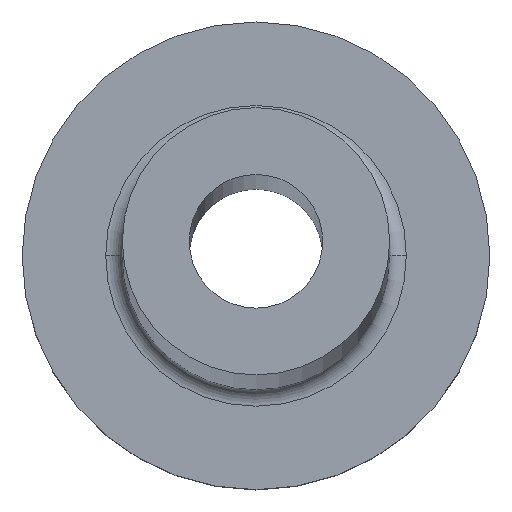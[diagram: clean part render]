
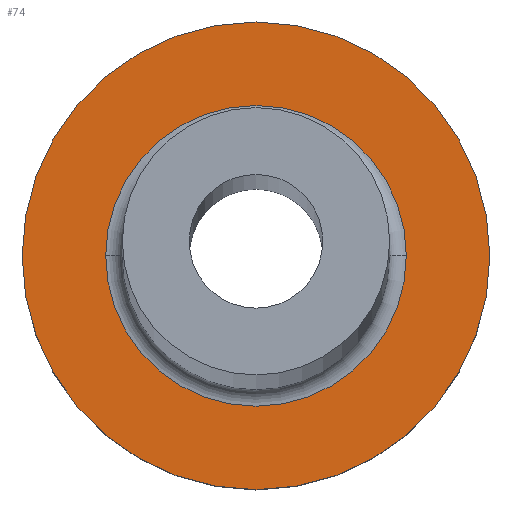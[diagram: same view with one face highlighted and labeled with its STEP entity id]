
A CAD part, top view. The second image highlights one B-rep face of the part: STEP entity #74.
In plain terms, the highlighted planar face has unit normal (0, 0, 1).
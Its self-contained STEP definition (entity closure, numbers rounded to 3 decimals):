
#6 = FACE_BOUND ( 'NONE', #108, .T. ) ;
#10 = DIRECTION ( 'NONE',  ( 0., 0., 1. ) ) ;
#14 = AXIS2_PLACEMENT_3D ( 'NONE', #100, #127, #186 ) ;
#17 = ORIENTED_EDGE ( 'NONE', *, *, #242, .T. ) ;
#29 = EDGE_CURVE ( 'NONE', #319, #241, #290, .T. ) ;
#33 = DIRECTION ( 'NONE',  ( 1., 0., 0. ) ) ;
#42 = AXIS2_PLACEMENT_3D ( 'NONE', #107, #219, #190 ) ;
#47 = EDGE_CURVE ( 'NONE', #241, #319, #226, .T. ) ;
#62 = CARTESIAN_POINT ( 'NONE',  ( 0., 0., 5. ) ) ;
#74 = ADVANCED_FACE ( 'NONE', ( #6, #155 ), #124, .T. ) ;
#75 = CARTESIAN_POINT ( 'NONE',  ( 7., 0., 5. ) ) ;
#83 = CARTESIAN_POINT ( 'NONE',  ( -4.5, 0., 5. ) ) ;
#97 = DIRECTION ( 'NONE',  ( 1., 0., 0. ) ) ;
#100 = CARTESIAN_POINT ( 'NONE',  ( 0., 0., 5. ) ) ;
#107 = CARTESIAN_POINT ( 'NONE',  ( 0., 0., 5. ) ) ;
#108 = EDGE_LOOP ( 'NONE', ( #17, #244 ) ) ;
#124 = PLANE ( 'NONE',  #14 ) ;
#127 = DIRECTION ( 'NONE',  ( 0., 0., 1. ) ) ;
#129 = AXIS2_PLACEMENT_3D ( 'NONE', #134, #189, #212 ) ;
#134 = CARTESIAN_POINT ( 'NONE',  ( 0., 0., 5. ) ) ;
#155 = FACE_OUTER_BOUND ( 'NONE', #297, .T. ) ;
#165 = ORIENTED_EDGE ( 'NONE', *, *, #47, .T. ) ;
#186 = DIRECTION ( 'NONE',  ( 1., 0., 0. ) ) ;
#189 = DIRECTION ( 'NONE',  ( 0., 0., -1. ) ) ;
#190 = DIRECTION ( 'NONE',  ( 1., 0., 0. ) ) ;
#209 = CIRCLE ( 'NONE', #129, 4.5 ) ;
#212 = DIRECTION ( 'NONE',  ( 1., 0., 0. ) ) ;
#218 = AXIS2_PLACEMENT_3D ( 'NONE', #295, #10, #97 ) ;
#219 = DIRECTION ( 'NONE',  ( 0., 0., -1. ) ) ;
#226 = CIRCLE ( 'NONE', #218, 7. ) ;
#241 = VERTEX_POINT ( 'NONE', #75 ) ;
#242 = EDGE_CURVE ( 'NONE', #349, #303, #331, .T. ) ;
#243 = CARTESIAN_POINT ( 'NONE',  ( -7., 0., 5. ) ) ;
#244 = ORIENTED_EDGE ( 'NONE', *, *, #253, .T. ) ;
#253 = EDGE_CURVE ( 'NONE', #303, #349, #209, .T. ) ;
#281 = CARTESIAN_POINT ( 'NONE',  ( 4.5, 0., 5. ) ) ;
#282 = ORIENTED_EDGE ( 'NONE', *, *, #29, .T. ) ;
#290 = CIRCLE ( 'NONE', #328, 7. ) ;
#295 = CARTESIAN_POINT ( 'NONE',  ( 0., 0., 5. ) ) ;
#297 = EDGE_LOOP ( 'NONE', ( #282, #165 ) ) ;
#303 = VERTEX_POINT ( 'NONE', #83 ) ;
#319 = VERTEX_POINT ( 'NONE', #243 ) ;
#328 = AXIS2_PLACEMENT_3D ( 'NONE', #62, #342, #33 ) ;
#331 = CIRCLE ( 'NONE', #42, 4.5 ) ;
#342 = DIRECTION ( 'NONE',  ( 0., 0., 1. ) ) ;
#349 = VERTEX_POINT ( 'NONE', #281 ) ;
